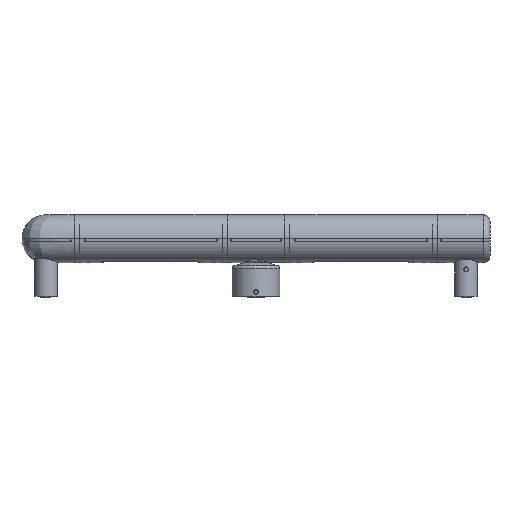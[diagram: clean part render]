
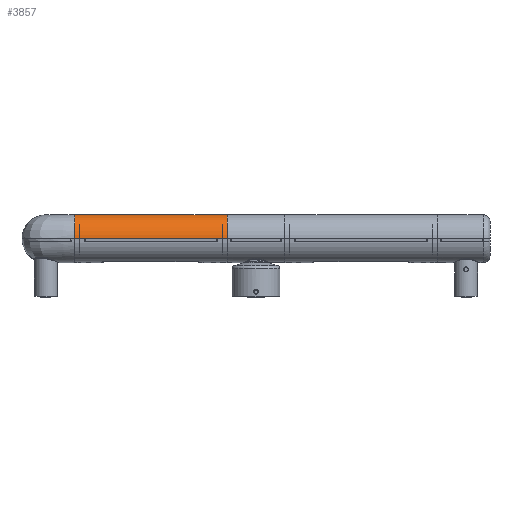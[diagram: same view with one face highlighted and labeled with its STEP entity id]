
A CAD part, front view. The second image highlights one B-rep face of the part: STEP entity #3857.
In plain terms, the highlighted cylindrical face has radius 12.5 mm (diameter 25 mm), a partial arc.
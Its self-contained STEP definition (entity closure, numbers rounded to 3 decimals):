
#2258=CYLINDRICAL_SURFACE('',#34838,12.5);
#3857=ADVANCED_FACE('',(#6402),#2258,.T.);
#6402=FACE_OUTER_BOUND('',#8269,.T.);
#8269=EDGE_LOOP('',(#15492,#15493,#15494,#15495));
#10246=CIRCLE('',#34788,12.5);
#10263=CIRCLE('',#34812,12.5);
#15492=ORIENTED_EDGE('',*,*,#25968,.F.);
#15493=ORIENTED_EDGE('',*,*,#25918,.F.);
#15494=ORIENTED_EDGE('',*,*,#25967,.F.);
#15495=ORIENTED_EDGE('',*,*,#25942,.T.);
#22031=VERTEX_POINT('',#57973);
#22032=VERTEX_POINT('',#57975);
#22046=VERTEX_POINT('',#58017);
#22049=VERTEX_POINT('',#58022);
#25918=EDGE_CURVE('',#22031,#22032,#10246,.T.);
#25942=EDGE_CURVE('',#22046,#22049,#10263,.T.);
#25967=EDGE_CURVE('',#22046,#22031,#29593,.T.);
#25968=EDGE_CURVE('',#22032,#22049,#29594,.T.);
#29593=LINE('',#58072,#31877);
#29594=LINE('',#58074,#31878);
#31877=VECTOR('',#41439,1.);
#31878=VECTOR('',#41442,1.);
#34788=AXIS2_PLACEMENT_3D('',#57974,#41326,#41327);
#34812=AXIS2_PLACEMENT_3D('',#58023,#41381,#41382);
#34838=AXIS2_PLACEMENT_3D('',#58075,#41443,#41444);
#41326=DIRECTION('',(1.,0.,0.));
#41327=DIRECTION('',(0.,0.,1.));
#41381=DIRECTION('',(1.,0.,0.));
#41382=DIRECTION('',(0.,0.,1.));
#41439=DIRECTION('',(1.,0.,0.));
#41442=DIRECTION('',(-1.,0.,0.));
#41443=DIRECTION('',(1.,0.,0.));
#41444=DIRECTION('',(0.,0.,1.));
#57973=CARTESIAN_POINT('',(94.75,12.5,0.));
#57974=CARTESIAN_POINT('',(94.75,0.,0.));
#57975=CARTESIAN_POINT('',(94.75,-12.5,0.));
#58017=CARTESIAN_POINT('',(15.15,12.5,0.));
#58022=CARTESIAN_POINT('',(15.15,-12.5,0.));
#58023=CARTESIAN_POINT('',(15.15,0.,0.));
#58072=CARTESIAN_POINT('',(18.45,12.5,0.));
#58074=CARTESIAN_POINT('',(18.45,-12.5,0.));
#58075=CARTESIAN_POINT('',(18.45,0.,0.));
